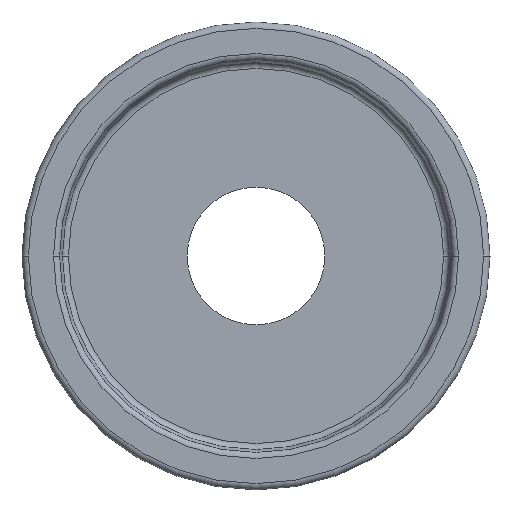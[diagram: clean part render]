
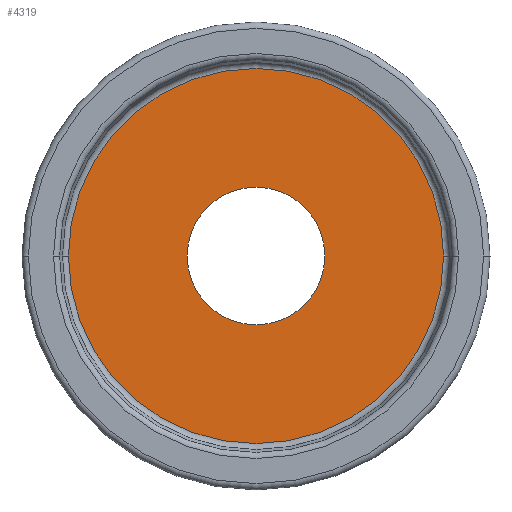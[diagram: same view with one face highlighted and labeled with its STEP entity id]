
A CAD part, left-side view. The second image highlights one B-rep face of the part: STEP entity #4319.
In plain terms, the highlighted planar face has unit normal (-1, 0, 0).
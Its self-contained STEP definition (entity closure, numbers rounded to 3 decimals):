
#4181 = TOROIDAL_SURFACE('',#4182,5.861,0.2);
#4182 = AXIS2_PLACEMENT_3D('',#4183,#4184,#4185);
#4183 = CARTESIAN_POINT('',(-11.7,-420.,
    -855.));
#4184 = DIRECTION('',(-1.,0.,0.));
#4185 = DIRECTION('',(0.,1.,0.));
#4239 = EDGE_CURVE('',#4240,#4242,#4244,.T.);
#4240 = VERTEX_POINT('',#4241);
#4241 = CARTESIAN_POINT('',(-11.5,-425.861,
    -855.));
#4242 = VERTEX_POINT('',#4243);
#4243 = CARTESIAN_POINT('',(-11.5,-414.139,
    -855.));
#4244 = SURFACE_CURVE('',#4245,(#4250,#4257),.PCURVE_S1.);
#4245 = CIRCLE('',#4246,5.861);
#4246 = AXIS2_PLACEMENT_3D('',#4247,#4248,#4249);
#4247 = CARTESIAN_POINT('',(-11.5,-420.,
    -855.));
#4248 = DIRECTION('',(-1.,0.,0.));
#4249 = DIRECTION('',(-0.,-1.,0.));
#4250 = PCURVE('',#4181,#4251);
#4251 = DEFINITIONAL_REPRESENTATION('',(#4252),#4256);
#4252 = LINE('',#4253,#4254);
#4253 = CARTESIAN_POINT('',(3.142,4.712));
#4254 = VECTOR('',#4255,1.);
#4255 = DIRECTION('',(1.,0.));
#4256 = ( GEOMETRIC_REPRESENTATION_CONTEXT(2) 
PARAMETRIC_REPRESENTATION_CONTEXT() REPRESENTATION_CONTEXT('2D SPACE',''
  ) );
#4257 = PCURVE('',#4258,#4263);
#4258 = PLANE('',#4259);
#4259 = AXIS2_PLACEMENT_3D('',#4260,#4261,#4262);
#4260 = CARTESIAN_POINT('',(-11.5,-420.,
    -849.139));
#4261 = DIRECTION('',(-1.,0.,0.));
#4262 = DIRECTION('',(0.,1.,0.));
#4263 = DEFINITIONAL_REPRESENTATION('',(#4264),#4268);
#4264 = CIRCLE('',#4265,5.861);
#4265 = AXIS2_PLACEMENT_2D('',#4266,#4267);
#4266 = CARTESIAN_POINT('',(0.,5.861));
#4267 = DIRECTION('',(-1.,0.));
#4268 = ( GEOMETRIC_REPRESENTATION_CONTEXT(2) 
PARAMETRIC_REPRESENTATION_CONTEXT() REPRESENTATION_CONTEXT('2D SPACE',''
  ) );
#4285 = TOROIDAL_SURFACE('',#4286,5.861,0.2);
#4286 = AXIS2_PLACEMENT_3D('',#4287,#4288,#4289);
#4287 = CARTESIAN_POINT('',(-11.7,-420.,
    -855.));
#4288 = DIRECTION('',(-1.,0.,0.));
#4289 = DIRECTION('',(0.,1.,0.));
#4319 = ADVANCED_FACE('',(#4320,#4345),#4258,.T.);
#4320 = FACE_BOUND('',#4321,.F.);
#4321 = EDGE_LOOP('',(#4322,#4344));
#4322 = ORIENTED_EDGE('',*,*,#4323,.F.);
#4323 = EDGE_CURVE('',#4242,#4240,#4324,.T.);
#4324 = SURFACE_CURVE('',#4325,(#4330,#4337),.PCURVE_S1.);
#4325 = CIRCLE('',#4326,5.861);
#4326 = AXIS2_PLACEMENT_3D('',#4327,#4328,#4329);
#4327 = CARTESIAN_POINT('',(-11.5,-420.,
    -855.));
#4328 = DIRECTION('',(-1.,0.,-0.));
#4329 = DIRECTION('',(0.,1.,0.));
#4330 = PCURVE('',#4258,#4331);
#4331 = DEFINITIONAL_REPRESENTATION('',(#4332),#4336);
#4332 = CIRCLE('',#4333,5.861);
#4333 = AXIS2_PLACEMENT_2D('',#4334,#4335);
#4334 = CARTESIAN_POINT('',(0.,5.861));
#4335 = DIRECTION('',(1.,0.));
#4336 = ( GEOMETRIC_REPRESENTATION_CONTEXT(2) 
PARAMETRIC_REPRESENTATION_CONTEXT() REPRESENTATION_CONTEXT('2D SPACE',''
  ) );
#4337 = PCURVE('',#4285,#4338);
#4338 = DEFINITIONAL_REPRESENTATION('',(#4339),#4343);
#4339 = LINE('',#4340,#4341);
#4340 = CARTESIAN_POINT('',(0.,4.712));
#4341 = VECTOR('',#4342,1.);
#4342 = DIRECTION('',(1.,0.));
#4343 = ( GEOMETRIC_REPRESENTATION_CONTEXT(2) 
PARAMETRIC_REPRESENTATION_CONTEXT() REPRESENTATION_CONTEXT('2D SPACE',''
  ) );
#4344 = ORIENTED_EDGE('',*,*,#4239,.F.);
#4345 = FACE_BOUND('',#4346,.F.);
#4346 = EDGE_LOOP('',(#4347,#4382));
#4347 = ORIENTED_EDGE('',*,*,#4348,.F.);
#4348 = EDGE_CURVE('',#4349,#4351,#4353,.T.);
#4349 = VERTEX_POINT('',#4350);
#4350 = CARTESIAN_POINT('',(-11.5,-422.15,
    -855.));
#4351 = VERTEX_POINT('',#4352);
#4352 = CARTESIAN_POINT('',(-11.5,-417.85,
    -855.));
#4353 = SURFACE_CURVE('',#4354,(#4359,#4370),.PCURVE_S1.);
#4354 = CIRCLE('',#4355,2.15);
#4355 = AXIS2_PLACEMENT_3D('',#4356,#4357,#4358);
#4356 = CARTESIAN_POINT('',(-11.5,-420.,
    -855.));
#4357 = DIRECTION('',(1.,0.,0.));
#4358 = DIRECTION('',(0.,-1.,0.));
#4359 = PCURVE('',#4258,#4360);
#4360 = DEFINITIONAL_REPRESENTATION('',(#4361),#4369);
#4361 = ( BOUNDED_CURVE() B_SPLINE_CURVE(2,(#4362,#4363,#4364,#4365,
#4366,#4367,#4368),.UNSPECIFIED.,.T.,.F.) B_SPLINE_CURVE_WITH_KNOTS((1,2
    ,2,2,2,1),(-2.094,0.,2.094,4.189,
6.283,8.378),.UNSPECIFIED.) CURVE() 
GEOMETRIC_REPRESENTATION_ITEM() RATIONAL_B_SPLINE_CURVE((1.,0.5,1.,0.5,
1.,0.5,1.)) REPRESENTATION_ITEM('') );
#4362 = CARTESIAN_POINT('',(-2.15,5.861));
#4363 = CARTESIAN_POINT('',(-2.15,9.585));
#4364 = CARTESIAN_POINT('',(1.075,7.723));
#4365 = CARTESIAN_POINT('',(4.3,5.861));
#4366 = CARTESIAN_POINT('',(1.075,3.999));
#4367 = CARTESIAN_POINT('',(-2.15,2.137));
#4368 = CARTESIAN_POINT('',(-2.15,5.861));
#4369 = ( GEOMETRIC_REPRESENTATION_CONTEXT(2) 
PARAMETRIC_REPRESENTATION_CONTEXT() REPRESENTATION_CONTEXT('2D SPACE',''
  ) );
#4370 = PCURVE('',#4371,#4376);
#4371 = CYLINDRICAL_SURFACE('',#4372,2.15);
#4372 = AXIS2_PLACEMENT_3D('',#4373,#4374,#4375);
#4373 = CARTESIAN_POINT('',(-14.071,-420.,
    -855.));
#4374 = DIRECTION('',(-1.,0.,0.));
#4375 = DIRECTION('',(0.,1.,0.));
#4376 = DEFINITIONAL_REPRESENTATION('',(#4377),#4381);
#4377 = LINE('',#4378,#4379);
#4378 = CARTESIAN_POINT('',(3.142,-2.571));
#4379 = VECTOR('',#4380,1.);
#4380 = DIRECTION('',(-1.,0.));
#4381 = ( GEOMETRIC_REPRESENTATION_CONTEXT(2) 
PARAMETRIC_REPRESENTATION_CONTEXT() REPRESENTATION_CONTEXT('2D SPACE',''
  ) );
#4382 = ORIENTED_EDGE('',*,*,#4383,.F.);
#4383 = EDGE_CURVE('',#4351,#4349,#4384,.T.);
#4384 = SURFACE_CURVE('',#4385,(#4390,#4401),.PCURVE_S1.);
#4385 = CIRCLE('',#4386,2.15);
#4386 = AXIS2_PLACEMENT_3D('',#4387,#4388,#4389);
#4387 = CARTESIAN_POINT('',(-11.5,-420.,
    -855.));
#4388 = DIRECTION('',(1.,-0.,0.));
#4389 = DIRECTION('',(0.,1.,0.));
#4390 = PCURVE('',#4258,#4391);
#4391 = DEFINITIONAL_REPRESENTATION('',(#4392),#4400);
#4392 = ( BOUNDED_CURVE() B_SPLINE_CURVE(2,(#4393,#4394,#4395,#4396,
#4397,#4398,#4399),.UNSPECIFIED.,.T.,.F.) B_SPLINE_CURVE_WITH_KNOTS((1,2
    ,2,2,2,1),(-2.094,0.,2.094,4.189,
6.283,8.378),.UNSPECIFIED.) CURVE() 
GEOMETRIC_REPRESENTATION_ITEM() RATIONAL_B_SPLINE_CURVE((1.,0.5,1.,0.5,
1.,0.5,1.)) REPRESENTATION_ITEM('') );
#4393 = CARTESIAN_POINT('',(2.15,5.861));
#4394 = CARTESIAN_POINT('',(2.15,2.137));
#4395 = CARTESIAN_POINT('',(-1.075,3.999));
#4396 = CARTESIAN_POINT('',(-4.3,5.861));
#4397 = CARTESIAN_POINT('',(-1.075,7.723));
#4398 = CARTESIAN_POINT('',(2.15,9.585));
#4399 = CARTESIAN_POINT('',(2.15,5.861));
#4400 = ( GEOMETRIC_REPRESENTATION_CONTEXT(2) 
PARAMETRIC_REPRESENTATION_CONTEXT() REPRESENTATION_CONTEXT('2D SPACE',''
  ) );
#4401 = PCURVE('',#4402,#4407);
#4402 = CYLINDRICAL_SURFACE('',#4403,2.15);
#4403 = AXIS2_PLACEMENT_3D('',#4404,#4405,#4406);
#4404 = CARTESIAN_POINT('',(-14.071,-420.,
    -855.));
#4405 = DIRECTION('',(-1.,0.,0.));
#4406 = DIRECTION('',(0.,1.,0.));
#4407 = DEFINITIONAL_REPRESENTATION('',(#4408),#4412);
#4408 = LINE('',#4409,#4410);
#4409 = CARTESIAN_POINT('',(6.283,-2.571));
#4410 = VECTOR('',#4411,1.);
#4411 = DIRECTION('',(-1.,0.));
#4412 = ( GEOMETRIC_REPRESENTATION_CONTEXT(2) 
PARAMETRIC_REPRESENTATION_CONTEXT() REPRESENTATION_CONTEXT('2D SPACE',''
  ) );
